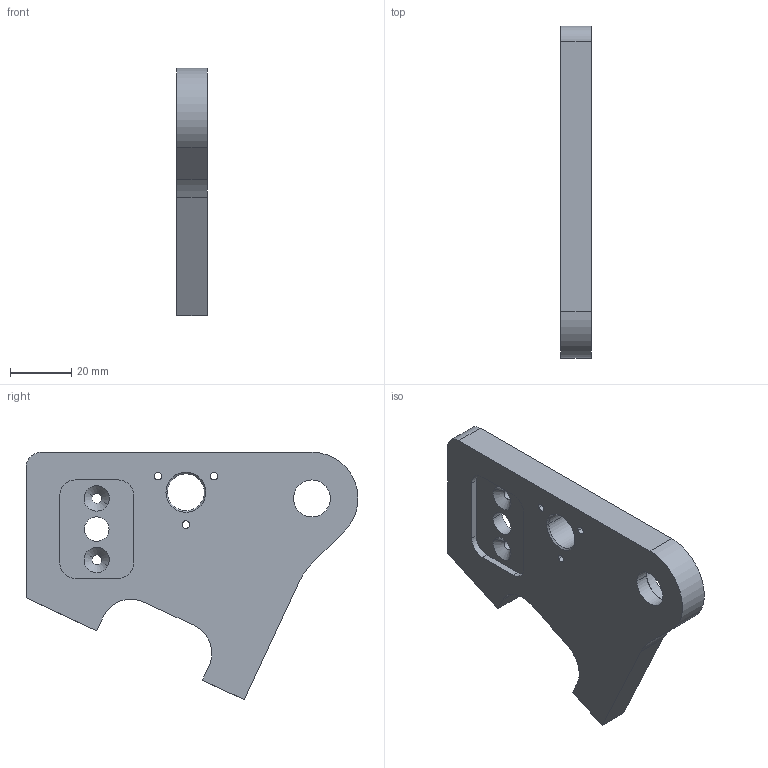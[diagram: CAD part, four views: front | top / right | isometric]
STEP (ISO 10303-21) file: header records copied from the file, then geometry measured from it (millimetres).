
FILE_DESCRIPTION(('CATIA V5 STEP Exchange'),'2;1');
FILE_NAME('007-FERRURE-ROUE-GAUCHE.stp','2019-12-05T18:23:27+00:00',('none'),('none'),'CATIA Version 5 Release 11 (IN-9)','CATIA V5 STEP AP203',' none');
FILE_SCHEMA(('CONFIG_CONTROL_DESIGN'));
Length unit declared in the file: millimetre
Products named in the file (1): 007-FERRURE-ROUE-GAUCHE
Bounding box: 10 x 107.98 x 80.47 mm (x, y, z)
Volume: 45218.7 mm3; surface area: 16179.3 mm2
Topology: 1 solids, 1 shells, 66 faces, 174 edges, 110 vertices
Faces by surface type: cylinder 33, plane 21, cone 12
Entity records: 1948 total; most frequent: ORIENTED_EDGE 340, CARTESIAN_POINT 331, DIRECTION 270, EDGE_CURVE 170, AXIS2_PLACEMENT_3D 125, VERTEX_POINT 110, VECTOR 96, LINE 96
